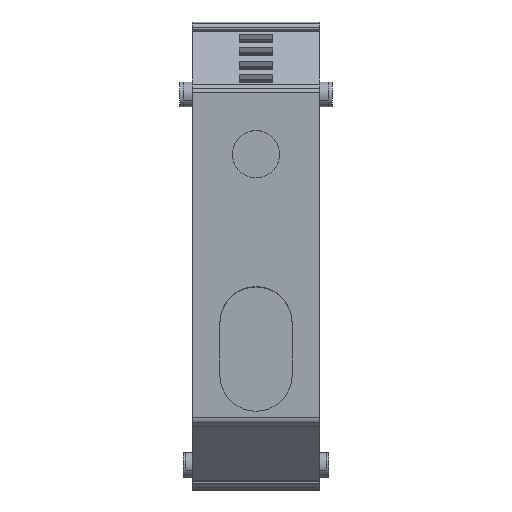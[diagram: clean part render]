
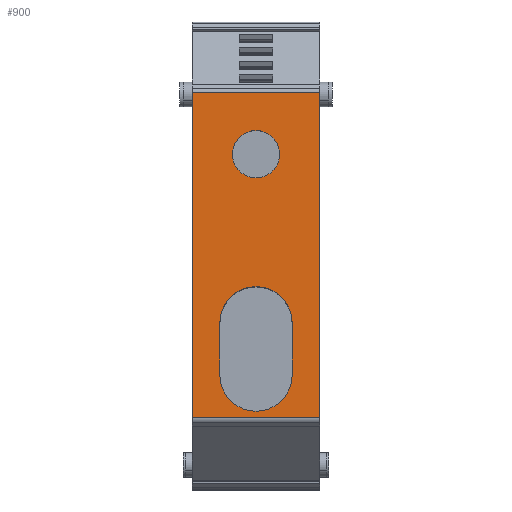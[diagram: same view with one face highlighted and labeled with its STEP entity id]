
A CAD part, top view. The second image highlights one B-rep face of the part: STEP entity #900.
In plain terms, the highlighted planar face has unit normal (0, 0, 1).
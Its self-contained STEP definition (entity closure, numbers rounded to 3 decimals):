
#805=AXIS2_PLACEMENT_3D('Plane Axis2P3D',#802,#803,#804) ;
#834=AXIS2_PLACEMENT_3D('Circle Axis2P3D',#832,#833,$) ;
#843=AXIS2_PLACEMENT_3D('Circle Axis2P3D',#841,#842,$) ;
#857=AXIS2_PLACEMENT_3D('Circle Axis2P3D',#855,#856,$) ;
#864=AXIS2_PLACEMENT_3D('Circle Axis2P3D',#862,#863,$) ;
#884=AXIS2_PLACEMENT_3D('Circle Axis2P3D',#882,#883,$) ;
#893=AXIS2_PLACEMENT_3D('Circle Axis2P3D',#891,#892,$) ;
#780=CARTESIAN_POINT('Vertex',(22.4,11.414,85.438)) ;
#783=CARTESIAN_POINT('Line Origine',(17.3,11.414,85.438)) ;
#787=CARTESIAN_POINT('Vertex',(2.,11.414,85.438)) ;
#802=CARTESIAN_POINT('Axis2P3D Location',(12.2,11.414,85.438)) ;
#807=CARTESIAN_POINT('Line Origine',(22.4,37.5,85.438)) ;
#811=CARTESIAN_POINT('Vertex',(22.4,63.586,85.438)) ;
#814=CARTESIAN_POINT('Line Origine',(12.2,63.586,85.438)) ;
#818=CARTESIAN_POINT('Vertex',(2.,63.586,85.438)) ;
#821=CARTESIAN_POINT('Line Origine',(2.,37.5,85.438)) ;
#832=CARTESIAN_POINT('Axis2P3D Location',(12.2,26.7,85.438)) ;
#836=CARTESIAN_POINT('Vertex',(6.4,26.7,85.437)) ;
#838=CARTESIAN_POINT('Vertex',(12.2,32.5,85.438)) ;
#841=CARTESIAN_POINT('Axis2P3D Location',(12.2,26.7,85.438)) ;
#845=CARTESIAN_POINT('Vertex',(18.,26.7,85.437)) ;
#848=CARTESIAN_POINT('Line Origine',(18.,22.5,85.438)) ;
#852=CARTESIAN_POINT('Vertex',(18.,18.3,85.437)) ;
#855=CARTESIAN_POINT('Axis2P3D Location',(12.2,18.3,85.438)) ;
#859=CARTESIAN_POINT('Vertex',(12.2,12.5,85.438)) ;
#862=CARTESIAN_POINT('Axis2P3D Location',(12.2,18.3,85.438)) ;
#866=CARTESIAN_POINT('Vertex',(6.4,18.3,85.437)) ;
#869=CARTESIAN_POINT('Line Origine',(6.4,22.5,85.438)) ;
#882=CARTESIAN_POINT('Axis2P3D Location',(12.2,53.75,85.438)) ;
#886=CARTESIAN_POINT('Vertex',(12.2,57.55,85.438)) ;
#888=CARTESIAN_POINT('Vertex',(12.2,49.95,85.438)) ;
#891=CARTESIAN_POINT('Axis2P3D Location',(12.2,53.75,85.438)) ;
#784=DIRECTION('Vector Direction',(-1.,0.,0.)) ;
#803=DIRECTION('Axis2P3D Direction',(0.,0.,1.)) ;
#804=DIRECTION('Axis2P3D XDirection',(0.,1.,0.)) ;
#808=DIRECTION('Vector Direction',(0.,1.,0.)) ;
#815=DIRECTION('Vector Direction',(-1.,0.,0.)) ;
#822=DIRECTION('Vector Direction',(0.,1.,0.)) ;
#833=DIRECTION('Axis2P3D Direction',(0.,0.,1.)) ;
#842=DIRECTION('Axis2P3D Direction',(0.,0.,1.)) ;
#849=DIRECTION('Vector Direction',(0.,-1.,0.)) ;
#856=DIRECTION('Axis2P3D Direction',(0.,0.,1.)) ;
#863=DIRECTION('Axis2P3D Direction',(0.,0.,1.)) ;
#870=DIRECTION('Vector Direction',(0.,-1.,0.)) ;
#883=DIRECTION('Axis2P3D Direction',(0.,0.,1.)) ;
#892=DIRECTION('Axis2P3D Direction',(0.,0.,1.)) ;
#785=VECTOR('Line Direction',#784,1.) ;
#809=VECTOR('Line Direction',#808,1.) ;
#816=VECTOR('Line Direction',#815,1.) ;
#823=VECTOR('Line Direction',#822,1.) ;
#850=VECTOR('Line Direction',#849,1.) ;
#871=VECTOR('Line Direction',#870,1.) ;
#827=ORIENTED_EDGE('',*,*,#813,.T.) ;
#828=ORIENTED_EDGE('',*,*,#820,.F.) ;
#829=ORIENTED_EDGE('',*,*,#825,.F.) ;
#830=ORIENTED_EDGE('',*,*,#789,.T.) ;
#875=ORIENTED_EDGE('',*,*,#840,.T.) ;
#876=ORIENTED_EDGE('',*,*,#847,.F.) ;
#877=ORIENTED_EDGE('',*,*,#854,.F.) ;
#878=ORIENTED_EDGE('',*,*,#861,.F.) ;
#879=ORIENTED_EDGE('',*,*,#868,.T.) ;
#880=ORIENTED_EDGE('',*,*,#873,.T.) ;
#897=ORIENTED_EDGE('',*,*,#890,.T.) ;
#898=ORIENTED_EDGE('',*,*,#895,.F.) ;
#881=FACE_BOUND('',#874,.T.) ;
#899=FACE_BOUND('',#896,.T.) ;
#900=ADVANCED_FACE('KLTR',(#831,#881,#899),#806,.T.) ;
#835=CIRCLE('generated circle',#834,5.8) ;
#844=CIRCLE('generated circle',#843,5.8) ;
#858=CIRCLE('generated circle',#857,5.8) ;
#865=CIRCLE('generated circle',#864,5.8) ;
#885=CIRCLE('generated circle',#884,3.8) ;
#894=CIRCLE('generated circle',#893,3.8) ;
#789=EDGE_CURVE('',#788,#781,#786,.F.) ;
#813=EDGE_CURVE('',#781,#812,#810,.T.) ;
#820=EDGE_CURVE('',#819,#812,#817,.F.) ;
#825=EDGE_CURVE('',#788,#819,#824,.T.) ;
#840=EDGE_CURVE('',#837,#839,#835,.F.) ;
#847=EDGE_CURVE('',#846,#839,#844,.T.) ;
#854=EDGE_CURVE('',#853,#846,#851,.F.) ;
#861=EDGE_CURVE('',#860,#853,#858,.T.) ;
#868=EDGE_CURVE('',#860,#867,#865,.F.) ;
#873=EDGE_CURVE('',#867,#837,#872,.F.) ;
#890=EDGE_CURVE('',#887,#889,#885,.F.) ;
#895=EDGE_CURVE('',#887,#889,#894,.T.) ;
#826=EDGE_LOOP('',(#827,#828,#829,#830)) ;
#874=EDGE_LOOP('',(#875,#876,#877,#878,#879,#880)) ;
#896=EDGE_LOOP('',(#897,#898)) ;
#831=FACE_OUTER_BOUND('',#826,.T.) ;
#786=LINE('Line',#783,#785) ;
#810=LINE('Line',#807,#809) ;
#817=LINE('Line',#814,#816) ;
#824=LINE('Line',#821,#823) ;
#851=LINE('Line',#848,#850) ;
#872=LINE('Line',#869,#871) ;
#806=PLANE('',#805) ;
#781=VERTEX_POINT('',#780) ;
#788=VERTEX_POINT('',#787) ;
#812=VERTEX_POINT('',#811) ;
#819=VERTEX_POINT('',#818) ;
#837=VERTEX_POINT('',#836) ;
#839=VERTEX_POINT('',#838) ;
#846=VERTEX_POINT('',#845) ;
#853=VERTEX_POINT('',#852) ;
#860=VERTEX_POINT('',#859) ;
#867=VERTEX_POINT('',#866) ;
#887=VERTEX_POINT('',#886) ;
#889=VERTEX_POINT('',#888) ;
